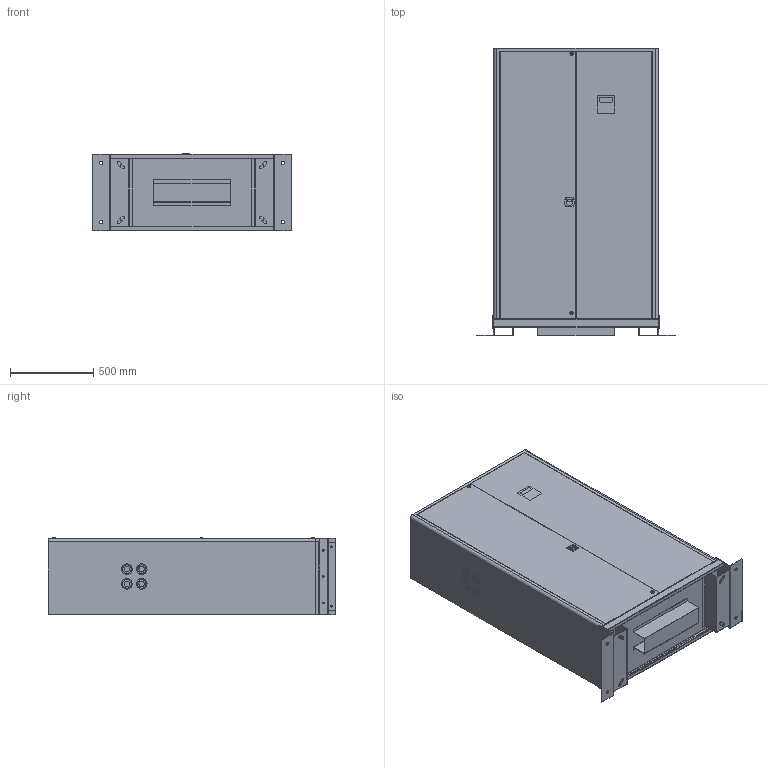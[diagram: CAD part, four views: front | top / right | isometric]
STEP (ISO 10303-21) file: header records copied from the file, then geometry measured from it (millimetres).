
FILE_DESCRIPTION (( 'STEP AP214' ), '1' );
FILE_NAME ('INV1C-SM.STEP', '2025-09-12T21:19:39', ( '' ), ( '' ), 'SwSTEP 2.0', 'SolidWorks 2016', '' );
FILE_SCHEMA (( 'AUTOMOTIVE_DESIGN' ));
Length unit declared in the file: inch
Products named in the file (7): INV1C Item 1; WR Lock01; INV1C-SM; INV1C; Base39C; 5088-025; WR Pull Handle
Assembly tree (8 placements, depth 3):
  INV1C-SM
    INV1C
      Base39C
      INV1C Item 1
      WR Lock01  x2
      WR Pull Handle
    5088-025  x2
Bounding box: 1193.8 x 1727.2 x 463.59 mm (x, y, z)
Volume: 739346661.6 mm3; surface area: 8378388.2 mm2
Topology: 14 solids, 14 shells, 483 faces, 1056 edges, 666 vertices
Faces by surface type: plane 256, cylinder 217, bspline 6, cone 4
Entity records: 12521 total; most frequent: DIRECTION 2222, CARTESIAN_POINT 2203, ORIENTED_EDGE 1902, EDGE_CURVE 951, AXIS2_PLACEMENT_3D 841, VERTEX_POINT 604, LINE 540, VECTOR 540
